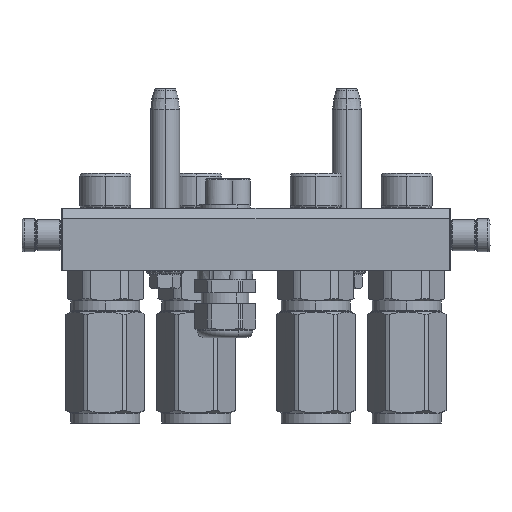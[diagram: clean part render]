
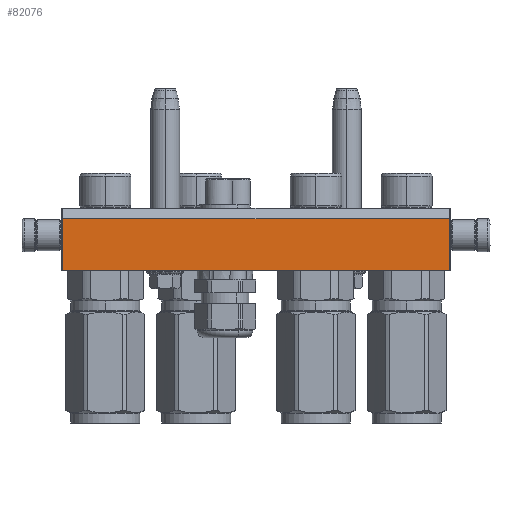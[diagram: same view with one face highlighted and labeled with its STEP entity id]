
A CAD part, left-side view. The second image highlights one B-rep face of the part: STEP entity #82076.
In plain terms, the highlighted face is planar.
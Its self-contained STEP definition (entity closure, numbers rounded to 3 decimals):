
#1109 = CARTESIAN_POINT ( 'NONE',  ( 93.5, -10., -45. ) ) ;
#1747 = ORIENTED_EDGE ( 'NONE', *, *, #40522, .F. ) ;
#4232 = FACE_OUTER_BOUND ( 'NONE', #6786, .T. ) ;
#6786 = EDGE_LOOP ( 'NONE', ( #57777, #83894, #1747, #81609 ) ) ;
#6794 = LINE ( 'NONE', #11711, #37441 ) ;
#9294 = LINE ( 'NONE', #21360, #60437 ) ;
#11711 = CARTESIAN_POINT ( 'NONE',  ( 93.5, -10., -45. ) ) ;
#15551 = VECTOR ( 'NONE', #84797, 1000. ) ;
#17597 = VECTOR ( 'NONE', #40259, 1000. ) ;
#21360 = CARTESIAN_POINT ( 'NONE',  ( 93.5, 15., -45. ) ) ;
#22743 = EDGE_CURVE ( 'NONE', #51783, #36175, #76895, .T. ) ;
#24966 = CARTESIAN_POINT ( 'NONE',  ( -93.5, -10., -45. ) ) ;
#25076 = DIRECTION ( 'NONE',  ( 0., 1., 0. ) ) ;
#36175 = VERTEX_POINT ( 'NONE', #66481 ) ;
#37416 = VERTEX_POINT ( 'NONE', #1109 ) ;
#37441 = VECTOR ( 'NONE', #25076, 1000. ) ;
#39026 = CARTESIAN_POINT ( 'NONE',  ( 94., -15., -45. ) ) ;
#39309 = DIRECTION ( 'NONE',  ( 0., 0., -1. ) ) ;
#40259 = DIRECTION ( 'NONE',  ( 1., 0., 0. ) ) ;
#40522 = EDGE_CURVE ( 'NONE', #51783, #37416, #43178, .T. ) ;
#40949 = CARTESIAN_POINT ( 'NONE',  ( 93.5, 15., -45. ) ) ;
#43178 = LINE ( 'NONE', #79786, #17597 ) ;
#44127 = CARTESIAN_POINT ( 'NONE',  ( -93.5, -10., -45. ) ) ;
#45315 = DIRECTION ( 'NONE',  ( -1., 0., 0. ) ) ;
#46780 = EDGE_CURVE ( 'NONE', #37416, #52032, #6794, .T. ) ;
#50592 = AXIS2_PLACEMENT_3D ( 'NONE', #39026, #39309, #45315 ) ;
#51783 = VERTEX_POINT ( 'NONE', #24966 ) ;
#52032 = VERTEX_POINT ( 'NONE', #40949 ) ;
#53176 = EDGE_CURVE ( 'NONE', #52032, #36175, #9294, .T. ) ;
#57777 = ORIENTED_EDGE ( 'NONE', *, *, #53176, .F. ) ;
#60437 = VECTOR ( 'NONE', #67085, 1000. ) ;
#66481 = CARTESIAN_POINT ( 'NONE',  ( -93.5, 15., -45. ) ) ;
#67085 = DIRECTION ( 'NONE',  ( -1., 0., 0. ) ) ;
#72204 = PLANE ( 'NONE',  #50592 ) ;
#76895 = LINE ( 'NONE', #44127, #15551 ) ;
#79786 = CARTESIAN_POINT ( 'NONE',  ( -93.5, -10., -45. ) ) ;
#81609 = ORIENTED_EDGE ( 'NONE', *, *, #22743, .T. ) ;
#82076 = ADVANCED_FACE ( 'NONE', ( #4232 ), #72204, .T. ) ;
#83894 = ORIENTED_EDGE ( 'NONE', *, *, #46780, .F. ) ;
#84797 = DIRECTION ( 'NONE',  ( 0., 1., 0. ) ) ;
